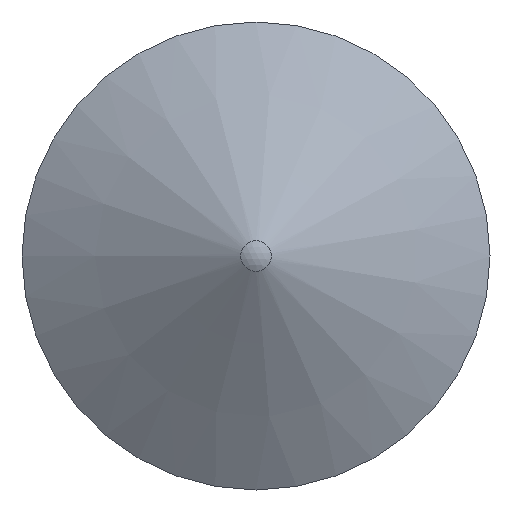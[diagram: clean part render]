
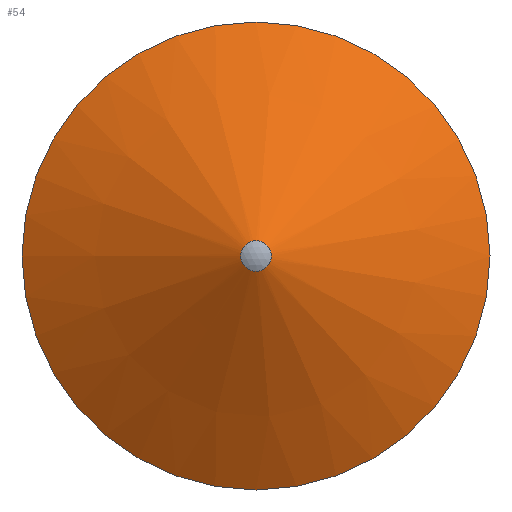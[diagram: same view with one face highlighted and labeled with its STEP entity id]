
A CAD part, front view. The second image highlights one B-rep face of the part: STEP entity #54.
In plain terms, the highlighted conical face has half-angle 60 degrees and reference radius 12.25 mm.
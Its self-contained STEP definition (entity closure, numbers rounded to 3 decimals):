
#16=LINE('',#114,#18);
#18=VECTOR('',#100,12.25);
#20=CONICAL_SURFACE('',#83,12.25,1.047);
#24=FACE_OUTER_BOUND('',#28,.T.);
#28=EDGE_LOOP('',(#43,#44,#45,#46));
#31=CIRCLE('',#82,1.5);
#32=CIRCLE('',#84,23.);
#34=VERTEX_POINT('',#109);
#35=VERTEX_POINT('',#112);
#37=EDGE_CURVE('',#34,#34,#31,.T.);
#38=EDGE_CURVE('',#35,#35,#32,.T.);
#39=EDGE_CURVE('',#35,#34,#16,.T.);
#43=ORIENTED_EDGE('',*,*,#38,.F.);
#44=ORIENTED_EDGE('',*,*,#39,.T.);
#45=ORIENTED_EDGE('',*,*,#37,.T.);
#46=ORIENTED_EDGE('',*,*,#39,.F.);
#54=ADVANCED_FACE('',(#24),#20,.T.);
#82=AXIS2_PLACEMENT_3D('',#110,#94,#95);
#83=AXIS2_PLACEMENT_3D('',#111,#96,#97);
#84=AXIS2_PLACEMENT_3D('',#113,#98,#99);
#94=DIRECTION('center_axis',(0.,1.,0.));
#95=DIRECTION('ref_axis',(1.,0.,0.));
#96=DIRECTION('center_axis',(0.,1.,0.));
#97=DIRECTION('ref_axis',(1.,0.,0.));
#98=DIRECTION('center_axis',(0.,1.,0.));
#99=DIRECTION('ref_axis',(1.,0.,0.));
#100=DIRECTION('',(0.866,-0.5,0.));
#109=CARTESIAN_POINT('',(-1.5,0.866,0.));
#110=CARTESIAN_POINT('Origin',(0.,0.866,
0.));
#111=CARTESIAN_POINT('Origin',(0.,7.073,0.));
#112=CARTESIAN_POINT('',(-23.,13.279,0.));
#113=CARTESIAN_POINT('Origin',(0.,13.279,0.));
#114=CARTESIAN_POINT('',(-12.25,7.073,0.));
